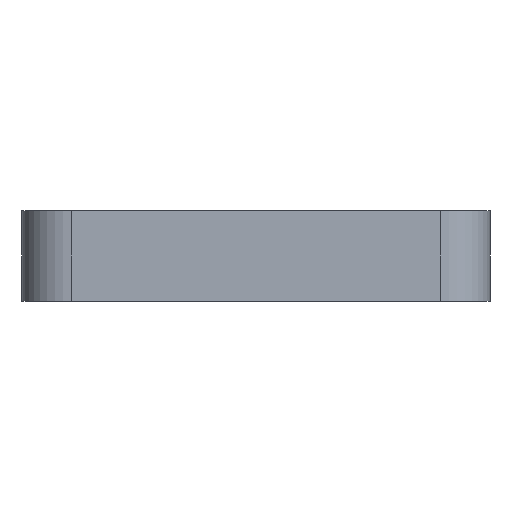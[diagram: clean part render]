
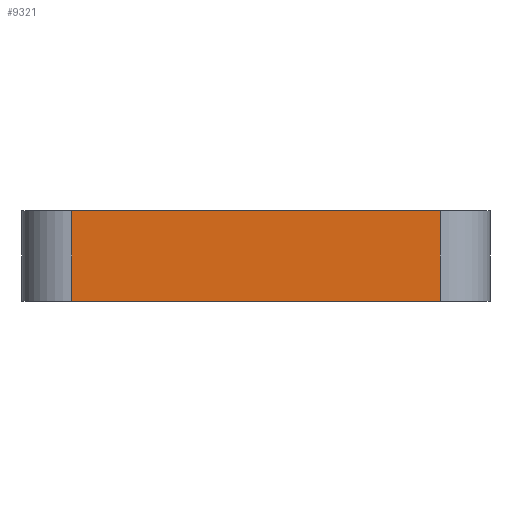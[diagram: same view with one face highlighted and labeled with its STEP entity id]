
A CAD part, left-side view. The second image highlights one B-rep face of the part: STEP entity #9321.
In plain terms, the highlighted planar face has unit normal (-1, 0, 0).
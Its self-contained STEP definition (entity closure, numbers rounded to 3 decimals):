
#4567=DIRECTION('',(0.,0.,-1.));
#4568=VECTOR('',#4567,29.);
#4569=CARTESIAN_POINT('',(-175.,59.,14.5));
#4570=LINE('',#4569,#4568);
#4941=DIRECTION('',(0.,-1.,0.));
#4942=VECTOR('',#4941,118.);
#4943=CARTESIAN_POINT('',(-175.,59.,-14.5));
#4944=LINE('',#4943,#4942);
#5063=DIRECTION('',(0.,1.,0.));
#5064=VECTOR('',#5063,118.);
#5065=CARTESIAN_POINT('',(-175.,-59.,14.5));
#5066=LINE('',#5065,#5064);
#5181=DIRECTION('',(0.,0.,1.));
#5182=VECTOR('',#5181,29.);
#5183=CARTESIAN_POINT('',(-175.,-59.,-14.5));
#5184=LINE('',#5183,#5182);
#8422=CARTESIAN_POINT('',(-175.,59.,14.5));
#8423=VERTEX_POINT('',#8422);
#8424=CARTESIAN_POINT('',(-175.,59.,-14.5));
#8425=VERTEX_POINT('',#8424);
#8526=CARTESIAN_POINT('',(-175.,-59.,-14.5));
#8527=VERTEX_POINT('',#8526);
#8552=CARTESIAN_POINT('',(-175.,-59.,14.5));
#8553=VERTEX_POINT('',#8552);
#9308=CARTESIAN_POINT('',(-175.,75.,0.));
#9309=DIRECTION('',(-1.,0.,0.));
#9310=DIRECTION('',(0.,-1.,0.));
#9311=AXIS2_PLACEMENT_3D('',#9308,#9309,#9310);
#9312=PLANE('',#9311);
#9314=ORIENTED_EDGE('',*,*,#9313,.F.);
#9316=ORIENTED_EDGE('',*,*,#9315,.F.);
#9317=ORIENTED_EDGE('',*,*,#9266,.F.);
#9318=ORIENTED_EDGE('',*,*,#9123,.F.);
#9319=EDGE_LOOP('',(#9314,#9316,#9317,#9318));
#9320=FACE_OUTER_BOUND('',#9319,.F.);
#9123=EDGE_CURVE('',#8423,#8425,#4570,.T.);
#9266=EDGE_CURVE('',#8425,#8527,#4944,.T.);
#9313=EDGE_CURVE('',#8553,#8423,#5066,.T.);
#9315=EDGE_CURVE('',#8527,#8553,#5184,.T.);
#9321=ADVANCED_FACE('',(#9320),#9312,.T.);
